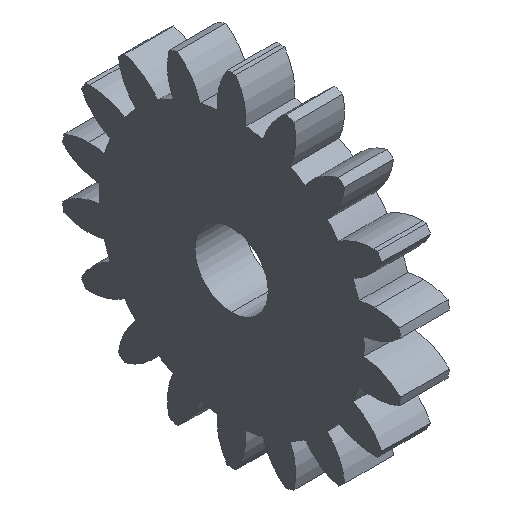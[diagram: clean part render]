
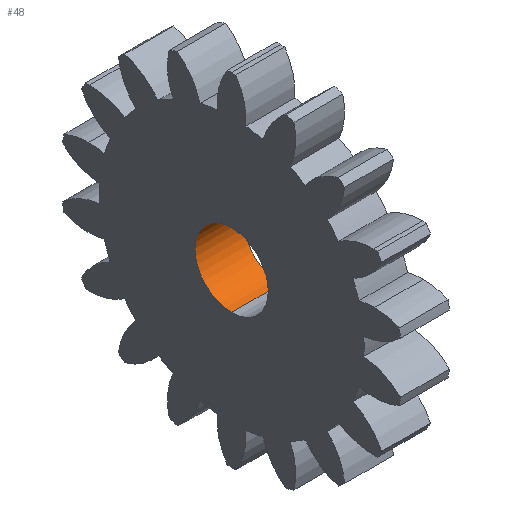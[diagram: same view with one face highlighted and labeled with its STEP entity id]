
A CAD part, isometric view. The second image highlights one B-rep face of the part: STEP entity #48.
In plain terms, the highlighted cylindrical face has radius 1.5 mm (diameter 3 mm), a partial arc.
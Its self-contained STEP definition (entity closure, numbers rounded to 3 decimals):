
#31 = DIRECTION ( 'NONE',  ( 1., 0., 0. ) ) ;
#48 = ADVANCED_FACE ( 'NONE', ( #2437 ), #729, .F. ) ;
#313 = VERTEX_POINT ( 'NONE', #1336 ) ;
#332 = VECTOR ( 'NONE', #2147, 1000. ) ;
#389 = CARTESIAN_POINT ( 'NONE',  ( 50., 0., 1.5 ) ) ;
#463 = AXIS2_PLACEMENT_3D ( 'NONE', #1952, #874, #2181 ) ;
#564 = CIRCLE ( 'NONE', #463, 1.5 ) ;
#592 = CIRCLE ( 'NONE', #2667, 1.5 ) ;
#646 = EDGE_CURVE ( 'NONE', #1009, #1606, #564, .T. ) ;
#674 = CARTESIAN_POINT ( 'NONE',  ( 2., 0., 0. ) ) ;
#690 = DIRECTION ( 'NONE',  ( 0., 0., 1. ) ) ;
#701 = EDGE_CURVE ( 'NONE', #313, #1009, #1485, .T. ) ;
#729 = CYLINDRICAL_SURFACE ( 'NONE', #2376, 1.5 ) ;
#750 = CARTESIAN_POINT ( 'NONE',  ( 0., 0., 1.5 ) ) ;
#874 = DIRECTION ( 'NONE',  ( -1., 0., 0. ) ) ;
#966 = VERTEX_POINT ( 'NONE', #2275 ) ;
#1009 = VERTEX_POINT ( 'NONE', #750 ) ;
#1162 = DIRECTION ( 'NONE',  ( -1., 0., 0. ) ) ;
#1166 = LINE ( 'NONE', #1368, #2559 ) ;
#1336 = CARTESIAN_POINT ( 'NONE',  ( 2., 0., 1.5 ) ) ;
#1368 = CARTESIAN_POINT ( 'NONE',  ( 50., 0., -1.5 ) ) ;
#1485 = LINE ( 'NONE', #389, #332 ) ;
#1606 = VERTEX_POINT ( 'NONE', #2421 ) ;
#1617 = ORIENTED_EDGE ( 'NONE', *, *, #2182, .F. ) ;
#1654 = EDGE_CURVE ( 'NONE', #966, #313, #592, .T. ) ;
#1672 = ORIENTED_EDGE ( 'NONE', *, *, #701, .T. ) ;
#1788 = ORIENTED_EDGE ( 'NONE', *, *, #1654, .T. ) ;
#1805 = DIRECTION ( 'NONE',  ( 0., 0., 1. ) ) ;
#1905 = ORIENTED_EDGE ( 'NONE', *, *, #646, .T. ) ;
#1952 = CARTESIAN_POINT ( 'NONE',  ( 0., 0., 0. ) ) ;
#2035 = EDGE_LOOP ( 'NONE', ( #1617, #1788, #1672, #1905 ) ) ;
#2147 = DIRECTION ( 'NONE',  ( -1., 0., 0. ) ) ;
#2181 = DIRECTION ( 'NONE',  ( 0., 0., -1. ) ) ;
#2182 = EDGE_CURVE ( 'NONE', #966, #1606, #1166, .T. ) ;
#2260 = DIRECTION ( 'NONE',  ( -1., 0., 0. ) ) ;
#2275 = CARTESIAN_POINT ( 'NONE',  ( 2., 0., -1.5 ) ) ;
#2376 = AXIS2_PLACEMENT_3D ( 'NONE', #2685, #1162, #690 ) ;
#2421 = CARTESIAN_POINT ( 'NONE',  ( 0., 0., -1.5 ) ) ;
#2437 = FACE_OUTER_BOUND ( 'NONE', #2035, .T. ) ;
#2559 = VECTOR ( 'NONE', #2260, 1000. ) ;
#2667 = AXIS2_PLACEMENT_3D ( 'NONE', #674, #31, #1805 ) ;
#2685 = CARTESIAN_POINT ( 'NONE',  ( 50., 0., 0. ) ) ;
